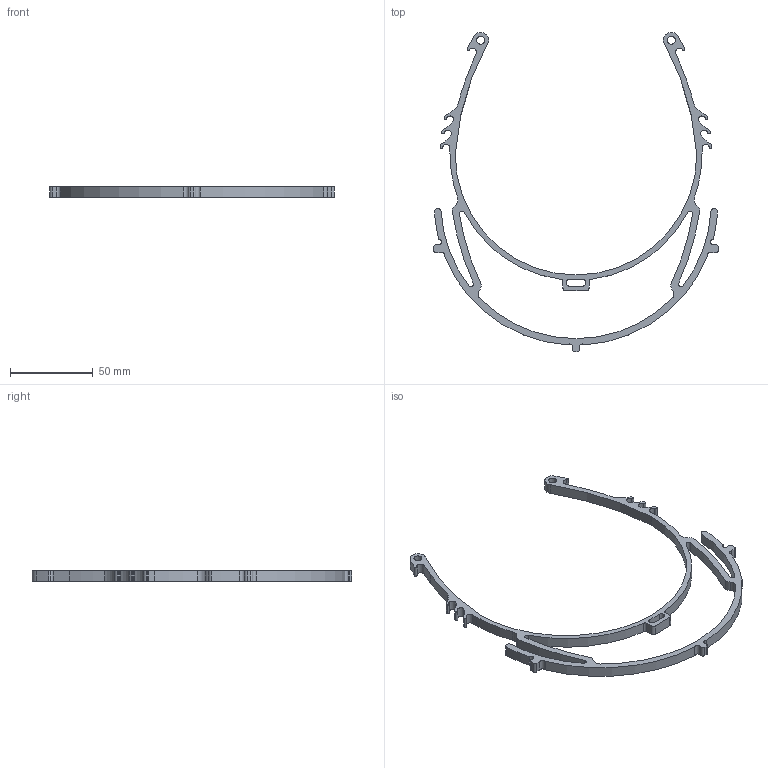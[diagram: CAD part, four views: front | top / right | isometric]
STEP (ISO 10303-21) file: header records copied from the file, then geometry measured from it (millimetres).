
FILE_DESCRIPTION((''),'2;1');
FILE_NAME('poly shield hole punch v1.1.stp','2020-03-24T10:27:33',(''),(''),'STEP Write','Mastercam 2020 ... CNC Software, Inc.','');
FILE_SCHEMA(('AUTOMOTIVE_DESIGN'));
Length unit declared in the file: inch
Products named in the file (1): None
Bounding box: 172.03 x 193.19 x 6.35 mm (x, y, z)
Volume: 19403.9 mm3; surface area: 16751.1 mm2
Topology: 1 solids, 1 shells, 114 faces, 438 edges, 426 vertices
Faces by surface type: cylinder 92, plane 22
Full cylindrical faces by diameter (mm): 4.763 x2
Entity records: 4992 total; most frequent: CARTESIAN_POINT 968, DIRECTION 954, ORIENTED_EDGE 668, AXIS2_PLACEMENT_3D 392, EDGE_CURVE 334, CIRCLE 276, VERTEX_POINT 224, STYLED_ITEM 219
